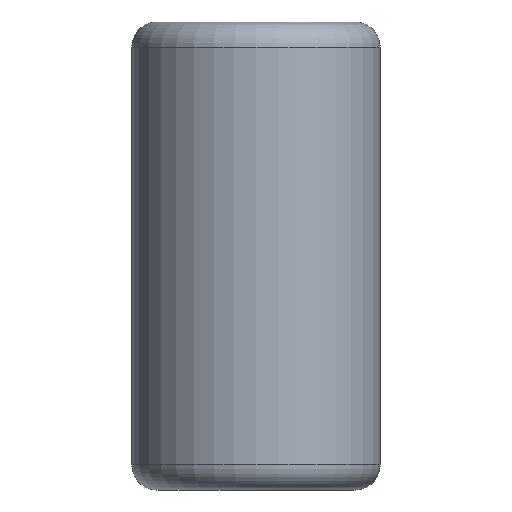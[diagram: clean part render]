
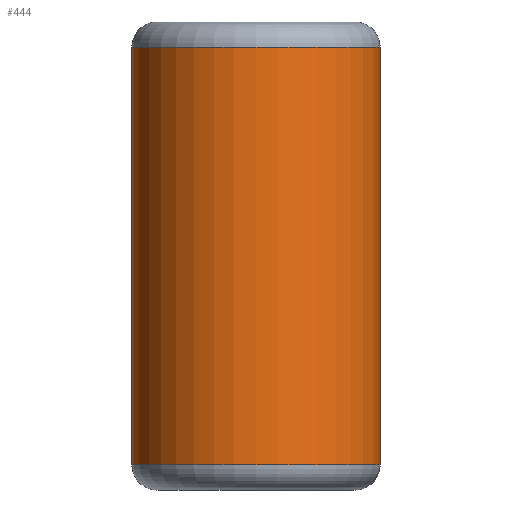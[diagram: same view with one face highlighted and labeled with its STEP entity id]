
A CAD part, front view. The second image highlights one B-rep face of the part: STEP entity #444.
In plain terms, the highlighted cylindrical face has radius 3.772 mm (diameter 7.544 mm), a partial arc.
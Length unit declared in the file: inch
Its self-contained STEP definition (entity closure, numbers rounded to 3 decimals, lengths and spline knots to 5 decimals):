
#57 = VERTEX_POINT ( 'NONE', #2256 ) ;
#188 = DIRECTION ( 'NONE',  ( 1., 0., 0. ) ) ;
#190 = CARTESIAN_POINT ( 'NONE',  ( -0.055, -0.718, -0.25 ) ) ;
#199 = CARTESIAN_POINT ( 'NONE',  ( 0.0935, -0.718, -0.25 ) ) ;
#263 = VECTOR ( 'NONE', #559, 39.37008 ) ;
#374 = EDGE_CURVE ( 'NONE', #1985, #967, #2024, .T. ) ;
#404 = DIRECTION ( 'NONE',  ( 1., 0., 0. ) ) ;
#405 = EDGE_LOOP ( 'NONE', ( #830, #911, #2560, #1569 ) ) ;
#444 = ADVANCED_FACE ( 'NONE', ( #1117 ), #2006, .T. ) ;
#445 = DIRECTION ( 'NONE',  ( 0., 0., 1. ) ) ;
#559 = DIRECTION ( 'NONE',  ( 0., 0., 1. ) ) ;
#614 = DIRECTION ( 'NONE',  ( 0., 0., 1. ) ) ;
#630 = AXIS2_PLACEMENT_3D ( 'NONE', #199, #1596, #404 ) ;
#803 = LINE ( 'NONE', #1748, #263 ) ;
#816 = CIRCLE ( 'NONE', #630, 0.1485 ) ;
#830 = ORIENTED_EDGE ( 'NONE', *, *, #2437, .T. ) ;
#911 = ORIENTED_EDGE ( 'NONE', *, *, #374, .T. ) ;
#967 = VERTEX_POINT ( 'NONE', #2343 ) ;
#1059 = AXIS2_PLACEMENT_3D ( 'NONE', #1062, #445, #1071 ) ;
#1062 = CARTESIAN_POINT ( 'NONE',  ( 0.0935, -0.718, 0. ) ) ;
#1071 = DIRECTION ( 'NONE',  ( 1., 0., 0. ) ) ;
#1117 = FACE_OUTER_BOUND ( 'NONE', #405, .T. ) ;
#1380 = DIRECTION ( 'NONE',  ( 0., 0., 1. ) ) ;
#1398 = CARTESIAN_POINT ( 'NONE',  ( 0.242, -0.718, 0. ) ) ;
#1475 = VECTOR ( 'NONE', #614, 39.37008 ) ;
#1569 = ORIENTED_EDGE ( 'NONE', *, *, #1625, .F. ) ;
#1596 = DIRECTION ( 'NONE',  ( 0., 0., 1. ) ) ;
#1625 = EDGE_CURVE ( 'NONE', #2032, #57, #803, .T. ) ;
#1748 = CARTESIAN_POINT ( 'NONE',  ( -0.055, -0.718, 0.25 ) ) ;
#1775 = EDGE_CURVE ( 'NONE', #57, #967, #2554, .T. ) ;
#1853 = AXIS2_PLACEMENT_3D ( 'NONE', #2583, #1380, #188 ) ;
#1985 = VERTEX_POINT ( 'NONE', #2127 ) ;
#2006 = CYLINDRICAL_SURFACE ( 'NONE', #1059, 0.1485 ) ;
#2024 = LINE ( 'NONE', #1398, #1475 ) ;
#2032 = VERTEX_POINT ( 'NONE', #190 ) ;
#2127 = CARTESIAN_POINT ( 'NONE',  ( 0.242, -0.718, -0.25 ) ) ;
#2256 = CARTESIAN_POINT ( 'NONE',  ( -0.055, -0.718, 0.25 ) ) ;
#2343 = CARTESIAN_POINT ( 'NONE',  ( 0.242, -0.718, 0.25 ) ) ;
#2437 = EDGE_CURVE ( 'NONE', #2032, #1985, #816, .T. ) ;
#2554 = CIRCLE ( 'NONE', #1853, 0.1485 ) ;
#2560 = ORIENTED_EDGE ( 'NONE', *, *, #1775, .F. ) ;
#2583 = CARTESIAN_POINT ( 'NONE',  ( 0.0935, -0.718, 0.25 ) ) ;
